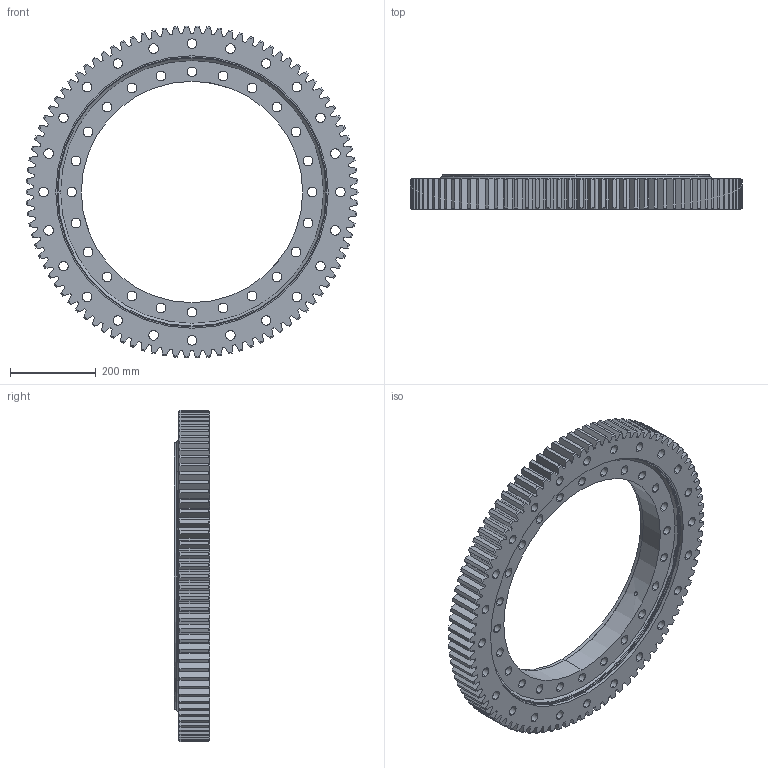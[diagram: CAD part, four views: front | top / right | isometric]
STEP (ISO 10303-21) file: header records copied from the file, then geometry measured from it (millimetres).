
FILE_DESCRIPTION (( 'STEP AP203' ), '1' );
FILE_NAME ('01-0626-00.STEP', '2017-12-26T10:33:37', ( 'defontaine' ), ( 'Hewlett-Packard Company' ), 'SwSTEP 2.0', 'SolidWorks 2016', '' );
FILE_SCHEMA (( 'CONFIG_CONTROL_DESIGN' ));
Length unit declared in the file: millimetre
Products named in the file (1): 01-0626-00
Bounding box: 774 x 82 x 773.8 mm (x, y, z)
Volume: 13827487.7 mm3; surface area: 1592725.4 mm2
Topology: 5 solids, 5 shells, 727 faces, 2125 edges, 1409 vertices
Faces by surface type: cylinder 309, plane 202, cone 196, torus 18, sphere 2
Entity records: 25388 total; most frequent: CARTESIAN_POINT 5780, ORIENTED_EDGE 4240, DIRECTION 4039, EDGE_CURVE 2120, AXIS2_PLACEMENT_3D 1579, VERTEX_POINT 1406, VECTOR 881, LINE 881
